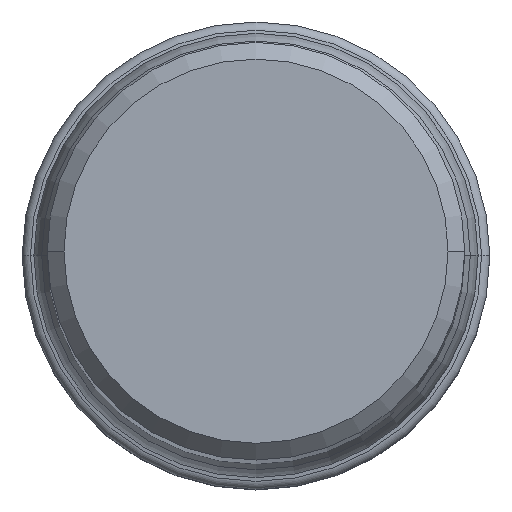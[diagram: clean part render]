
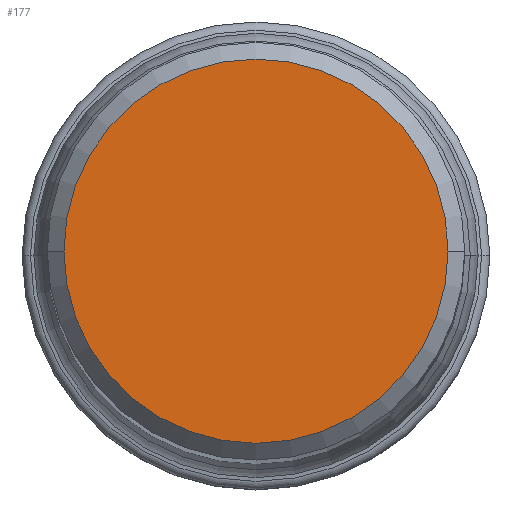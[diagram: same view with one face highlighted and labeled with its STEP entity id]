
A CAD part, top view. The second image highlights one B-rep face of the part: STEP entity #177.
In plain terms, the highlighted planar face has unit normal (0, 0, 1).
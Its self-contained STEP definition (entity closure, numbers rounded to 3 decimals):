
#30=PLANE('',#1275);
#177=ADVANCED_FACE('',(#251),#30,.F.);
#251=FACE_OUTER_BOUND('',#317,.T.);
#317=EDGE_LOOP('',(#570,#571,#572,#573));
#570=ORIENTED_EDGE('',*,*,#791,.F.);
#571=ORIENTED_EDGE('',*,*,#792,.F.);
#572=ORIENTED_EDGE('',*,*,#790,.F.);
#573=ORIENTED_EDGE('',*,*,#789,.F.);
#656=VERTEX_POINT('',#2964);
#657=VERTEX_POINT('',#2966);
#658=VERTEX_POINT('',#2968);
#659=VERTEX_POINT('',#2972);
#789=EDGE_CURVE('',#657,#658,#939,.T.);
#790=EDGE_CURVE('',#658,#656,#940,.T.);
#791=EDGE_CURVE('',#659,#657,#941,.T.);
#792=EDGE_CURVE('',#656,#659,#942,.T.);
#939=CIRCLE('',#1270,11.5);
#940=CIRCLE('',#1271,11.5);
#941=CIRCLE('',#1273,11.5);
#942=CIRCLE('',#1274,11.5);
#1270=AXIS2_PLACEMENT_3D('',#2967,#1603,#1604);
#1271=AXIS2_PLACEMENT_3D('',#2969,#1605,#1606);
#1273=AXIS2_PLACEMENT_3D('',#2971,#1609,#1610);
#1274=AXIS2_PLACEMENT_3D('',#2973,#1611,#1612);
#1275=AXIS2_PLACEMENT_3D('',#2974,#1613,#1614);
#1603=DIRECTION('',(0.,0.,-1.));
#1604=DIRECTION('',(1.,0.,0.));
#1605=DIRECTION('',(0.,0.,-1.));
#1606=DIRECTION('',(0.,-1.,0.));
#1609=DIRECTION('',(0.,0.,-1.));
#1610=DIRECTION('',(0.,1.,0.));
#1611=DIRECTION('',(0.,0.,-1.));
#1612=DIRECTION('',(-1.,0.,0.));
#1613=DIRECTION('',(0.,0.,-1.));
#1614=DIRECTION('',(-1.,0.,0.));
#2964=CARTESIAN_POINT('',(-11.5,0.,0.));
#2966=CARTESIAN_POINT('',(11.5,0.,0.));
#2967=CARTESIAN_POINT('',(0.,0.,0.));
#2968=CARTESIAN_POINT('',(0.,-11.5,0.));
#2969=CARTESIAN_POINT('',(0.,0.,0.));
#2971=CARTESIAN_POINT('',(0.,0.,0.));
#2972=CARTESIAN_POINT('',(0.,11.5,0.));
#2973=CARTESIAN_POINT('',(0.,0.,0.));
#2974=CARTESIAN_POINT('',(0.,0.,0.));
